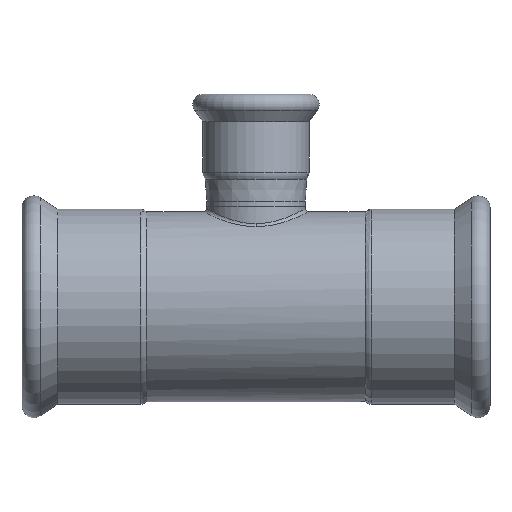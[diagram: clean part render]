
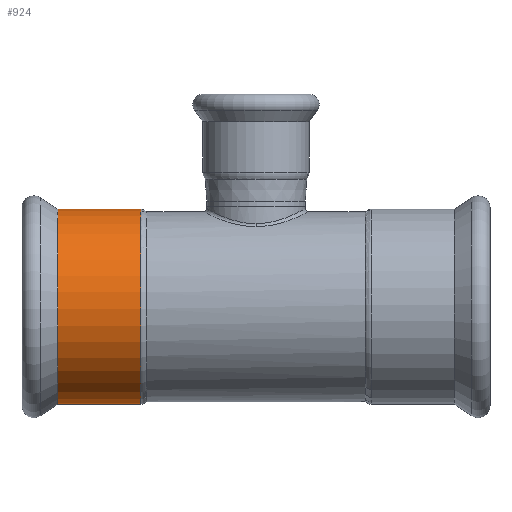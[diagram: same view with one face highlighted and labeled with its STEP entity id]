
A CAD part, front view. The second image highlights one B-rep face of the part: STEP entity #924.
In plain terms, the highlighted cylindrical face has radius 28.75 mm (diameter 57.5 mm), a full revolution.
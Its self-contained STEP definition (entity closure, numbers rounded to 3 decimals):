
#78=LINE('',#2385,#107);
#107=VECTOR('',#1189,28.75);
#133=CYLINDRICAL_SURFACE('',#1020,28.75);
#167=FACE_OUTER_BOUND('',#231,.T.);
#231=EDGE_LOOP('',(#629,#630,#631,#632));
#297=CIRCLE('',#1017,28.75);
#299=CIRCLE('',#1021,28.75);
#385=VERTEX_POINT('',#2377);
#387=VERTEX_POINT('',#2384);
#472=EDGE_CURVE('',#385,#385,#297,.T.);
#474=EDGE_CURVE('',#385,#387,#78,.T.);
#475=EDGE_CURVE('',#387,#387,#299,.T.);
#629=ORIENTED_EDGE('',*,*,#472,.F.);
#630=ORIENTED_EDGE('',*,*,#474,.T.);
#631=ORIENTED_EDGE('',*,*,#475,.T.);
#632=ORIENTED_EDGE('',*,*,#474,.F.);
#924=ADVANCED_FACE('',(#167),#133,.T.);
#1017=AXIS2_PLACEMENT_3D('',#2379,#1181,#1182);
#1020=AXIS2_PLACEMENT_3D('',#2383,#1187,#1188);
#1021=AXIS2_PLACEMENT_3D('',#2386,#1190,#1191);
#1181=DIRECTION('center_axis',(-1.,0.,0.));
#1182=DIRECTION('ref_axis',(0.,0.,-1.));
#1187=DIRECTION('center_axis',(-1.,0.,0.));
#1188=DIRECTION('ref_axis',(0.,0.878,-0.479));
#1189=DIRECTION('',(1.,0.,0.));
#1190=DIRECTION('center_axis',(-1.,0.,0.));
#1191=DIRECTION('ref_axis',(0.,0.,-1.));
#2377=CARTESIAN_POINT('',(-58.5,-25.23,13.783));
#2379=CARTESIAN_POINT('Origin',(-58.5,0.,0.));
#2383=CARTESIAN_POINT('Origin',(-32.225,0.,0.));
#2384=CARTESIAN_POINT('',(-34.,-25.23,13.783));
#2385=CARTESIAN_POINT('',(-32.225,-25.23,13.783));
#2386=CARTESIAN_POINT('Origin',(-34.,0.,0.));
